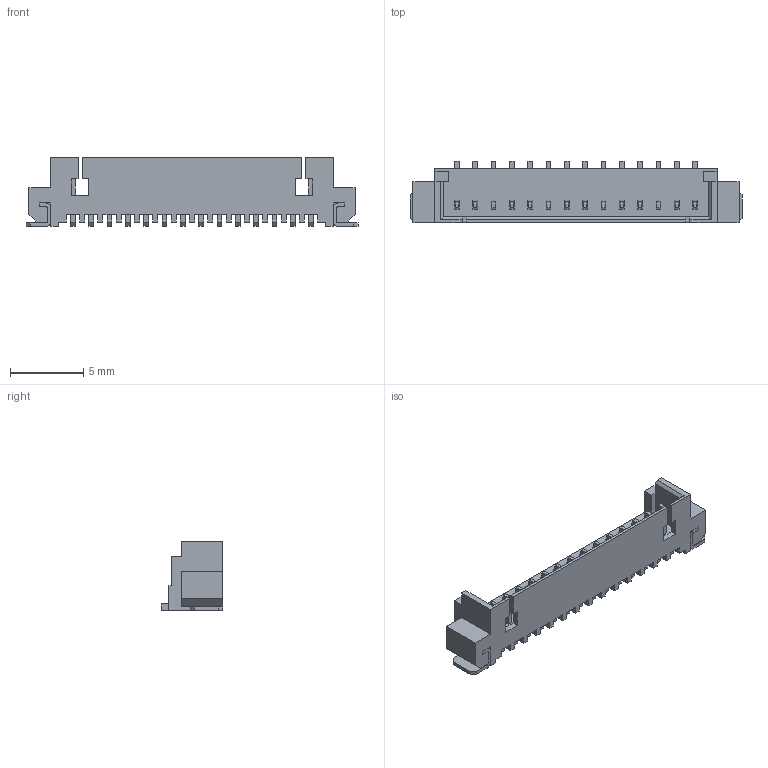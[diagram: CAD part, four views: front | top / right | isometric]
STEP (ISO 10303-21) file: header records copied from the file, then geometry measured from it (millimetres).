
FILE_DESCRIPTION(/* description */ ('model of Molex_PicoBlade_53398-1471_1x14-1MP_P1.25mm_Vertical'),/* implementation_level */ '2;1');
FILE_NAME(/* name */ 'Molex_PicoBlade_53398-1471_1x14-1MP_P1.25mm_Vertical.step',/* time_stamp */ '2018-06-18T10:25:35',/* author */ ('Rene Poeschl',''),/* organization */ (''),/* preprocessor_version */ '',/* originating_system */ '',/* authorisation */ '');
FILE_SCHEMA(('AUTOMOTIVE_DESIGN { 1 0 10303 214 1 1 1 1 }'));
Length unit declared in the file: millimetre
Products named in the file (1): Molex_53398_1471
Bounding box: 22.65 x 4.2 x 4.7 mm (x, y, z)
Volume: 145 mm3; surface area: 574.2 mm2
Topology: 1 solids, 1 shells, 399 faces, 1095 edges, 726 vertices
Faces by surface type: plane 391, cylinder 8
Entity records: 8199 total; most frequent: ORIENTED_EDGE 1708, CARTESIAN_POINT 1141, EDGE_CURVE 1095, LINE 1018, VERTEX_POINT 726, FACE_BOUND 427, EDGE_LOOP 427, ADVANCED_FACE 399
